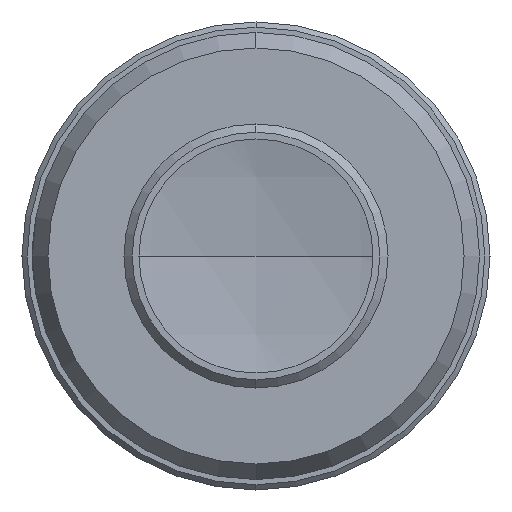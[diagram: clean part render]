
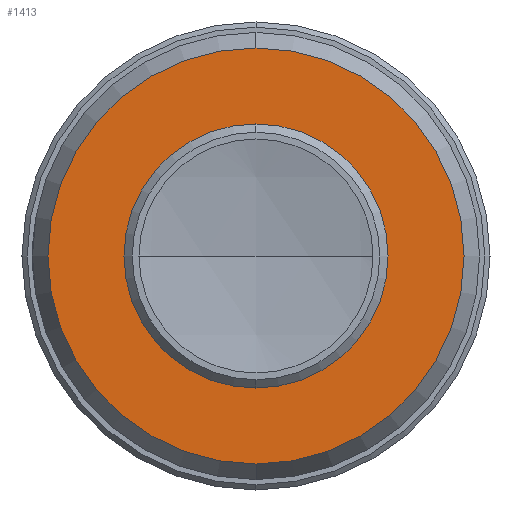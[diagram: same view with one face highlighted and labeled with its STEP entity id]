
A CAD part, left-side view. The second image highlights one B-rep face of the part: STEP entity #1413.
In plain terms, the highlighted planar face has unit normal (-1, 0, 0).
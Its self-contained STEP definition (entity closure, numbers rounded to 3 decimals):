
#8 = FACE_BOUND ( 'NONE', #4504, .T. ) ;
#446 = CARTESIAN_POINT ( 'NONE',  ( -87.48, 0., 0. ) ) ;
#451 = ORIENTED_EDGE ( 'NONE', *, *, #3244, .T. ) ;
#488 = DIRECTION ( 'NONE',  ( -1., 0., 0. ) ) ;
#504 = EDGE_LOOP ( 'NONE', ( #1152, #1836 ) ) ;
#613 = CIRCLE ( 'NONE', #1159, 12. ) ;
#788 = DIRECTION ( 'NONE',  ( 1., 0., 0. ) ) ;
#801 = DIRECTION ( 'NONE',  ( 0., 0., -1. ) ) ;
#1133 = CARTESIAN_POINT ( 'NONE',  ( -87.48, 0., 12. ) ) ;
#1152 = ORIENTED_EDGE ( 'NONE', *, *, #4229, .F. ) ;
#1159 = AXIS2_PLACEMENT_3D ( 'NONE', #446, #2875, #801 ) ;
#1299 = AXIS2_PLACEMENT_3D ( 'NONE', #3632, #1561, #3990 ) ;
#1321 = CARTESIAN_POINT ( 'NONE',  ( -87.48, 0., 20. ) ) ;
#1413 = ADVANCED_FACE ( 'NONE', ( #8, #2677 ), #2578, .T. ) ;
#1440 = ORIENTED_EDGE ( 'NONE', *, *, #4180, .T. ) ;
#1532 = CIRCLE ( 'NONE', #3498, 12. ) ;
#1561 = DIRECTION ( 'NONE',  ( 1., 0., 0. ) ) ;
#1613 = EDGE_CURVE ( 'NONE', #3575, #3038, #2787, .T. ) ;
#1647 = VERTEX_POINT ( 'NONE', #2380 ) ;
#1836 = ORIENTED_EDGE ( 'NONE', *, *, #1613, .F. ) ;
#2016 = DIRECTION ( 'NONE',  ( 1., 0., 0. ) ) ;
#2380 = CARTESIAN_POINT ( 'NONE',  ( -87.48, 0., -12. ) ) ;
#2573 = CARTESIAN_POINT ( 'NONE',  ( -87.48, 12., 0. ) ) ;
#2578 = PLANE ( 'NONE',  #3128 ) ;
#2677 = FACE_OUTER_BOUND ( 'NONE', #504, .T. ) ;
#2787 = CIRCLE ( 'NONE', #3033, 20. ) ;
#2861 = CARTESIAN_POINT ( 'NONE',  ( -87.48, 0., 0. ) ) ;
#2875 = DIRECTION ( 'NONE',  ( 1., 0., 0. ) ) ;
#2918 = DIRECTION ( 'NONE',  ( 0., 0., 1. ) ) ;
#3033 = AXIS2_PLACEMENT_3D ( 'NONE', #4103, #2016, #4457 ) ;
#3038 = VERTEX_POINT ( 'NONE', #3762 ) ;
#3128 = AXIS2_PLACEMENT_3D ( 'NONE', #2573, #488, #2918 ) ;
#3222 = DIRECTION ( 'NONE',  ( 0., 0., -1. ) ) ;
#3244 = EDGE_CURVE ( 'NONE', #3269, #1647, #1532, .T. ) ;
#3269 = VERTEX_POINT ( 'NONE', #1133 ) ;
#3498 = AXIS2_PLACEMENT_3D ( 'NONE', #2861, #788, #3222 ) ;
#3575 = VERTEX_POINT ( 'NONE', #1321 ) ;
#3632 = CARTESIAN_POINT ( 'NONE',  ( -87.48, 0., 0. ) ) ;
#3762 = CARTESIAN_POINT ( 'NONE',  ( -87.48, 0., -20. ) ) ;
#3990 = DIRECTION ( 'NONE',  ( 0., 0., -1. ) ) ;
#4103 = CARTESIAN_POINT ( 'NONE',  ( -87.48, 0., 0. ) ) ;
#4144 = CIRCLE ( 'NONE', #1299, 20. ) ;
#4180 = EDGE_CURVE ( 'NONE', #1647, #3269, #613, .T. ) ;
#4229 = EDGE_CURVE ( 'NONE', #3038, #3575, #4144, .T. ) ;
#4457 = DIRECTION ( 'NONE',  ( 0., 0., -1. ) ) ;
#4504 = EDGE_LOOP ( 'NONE', ( #1440, #451 ) ) ;
